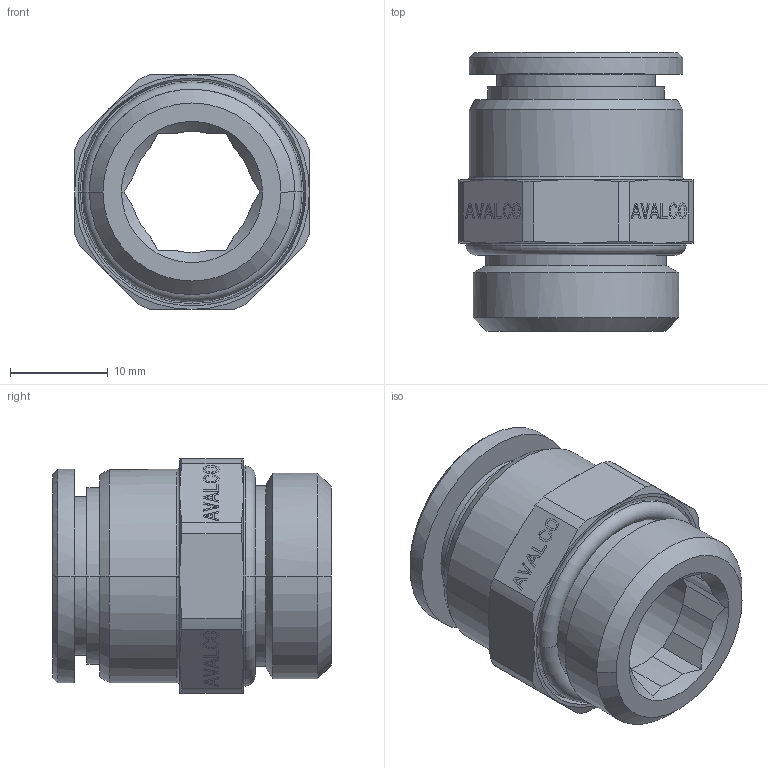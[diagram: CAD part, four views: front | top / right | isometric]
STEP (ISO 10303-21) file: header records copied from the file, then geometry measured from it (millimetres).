
FILE_DESCRIPTION(('CATIA V5 STEP Exchange'),'2;1');
FILE_NAME('PN511B-14G12.stp','2018-04-14T17:47:03+00:00',('none'),('none'),'CATIA Version 5 Release 21 GA (IN-10)','CATIA V5 STEP AP203','none');
FILE_SCHEMA(('CONFIG_CONTROL_DESIGN'));
Length unit declared in the file: millimetre
Products named in the file (1): PN511B-14G12
Bounding box: 24 x 28.5 x 24 mm (x, y, z)
Volume: 6074.9 mm3; surface area: 4677.3 mm2
Topology: 2 solids, 2 shells, 544 faces, 1460 edges, 960 vertices
Faces by surface type: plane 476, cone 32, cylinder 28, torus 8
Entity records: 16685 total; most frequent: CARTESIAN_POINT 3532, ORIENTED_EDGE 2920, DIRECTION 2291, EDGE_CURVE 1460, VECTOR 1300, LINE 1300, VERTEX_POINT 960, EDGE_LOOP 588
